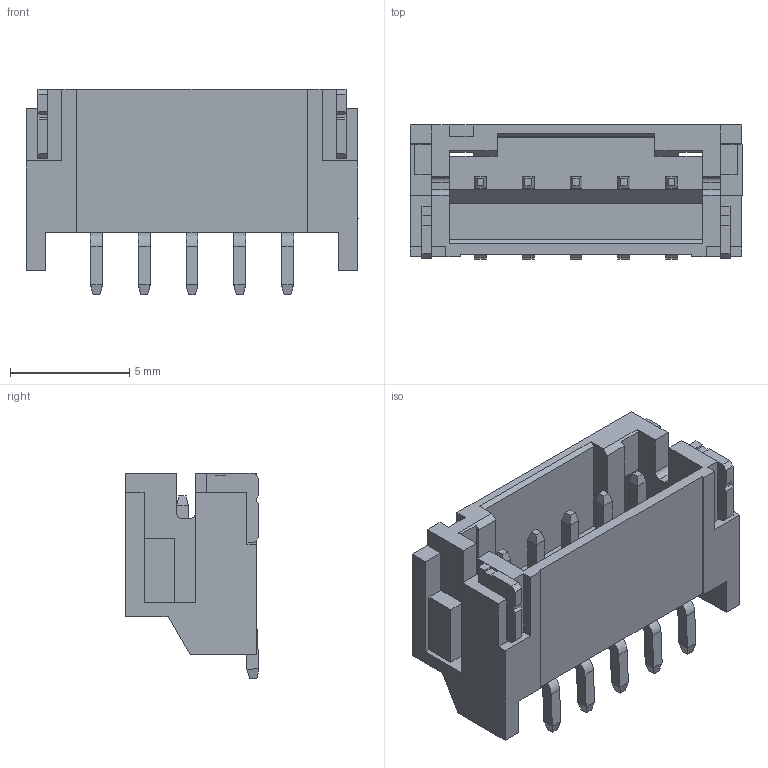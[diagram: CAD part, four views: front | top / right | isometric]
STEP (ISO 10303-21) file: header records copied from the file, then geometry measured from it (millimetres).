
FILE_DESCRIPTION (( 'STEP AP214' ), '1' );
FILE_NAME ('SxBwhite5.STEP', '2023-10-23T15:29:00', ( '' ), ( '' ), 'SwSTEP 2.0', 'SolidWorks 2021', '' );
FILE_SCHEMA (( 'AUTOMOTIVE_DESIGN' ));
Length unit declared in the file: millimetre
Products named in the file (2): SxB-PH-SM4-TB white_5; SxBwhite5
Assembly tree (1 placements, depth 2):
  SxBwhite5
    SxB-PH-SM4-TB white_5
Bounding box: 13.9 x 5.6 x 8.6 mm (x, y, z)
Volume: 244.4 mm3; surface area: 736.5 mm2
Topology: 8 solids, 8 shells, 241 faces, 645 edges, 416 vertices
Faces by surface type: plane 222, cylinder 19
Entity records: 7498 total; most frequent: CARTESIAN_POINT 1306, ORIENTED_EDGE 1290, DIRECTION 1173, EDGE_CURVE 645, VECTOR 607, LINE 607, VERTEX_POINT 416, AXIS2_PLACEMENT_3D 283
